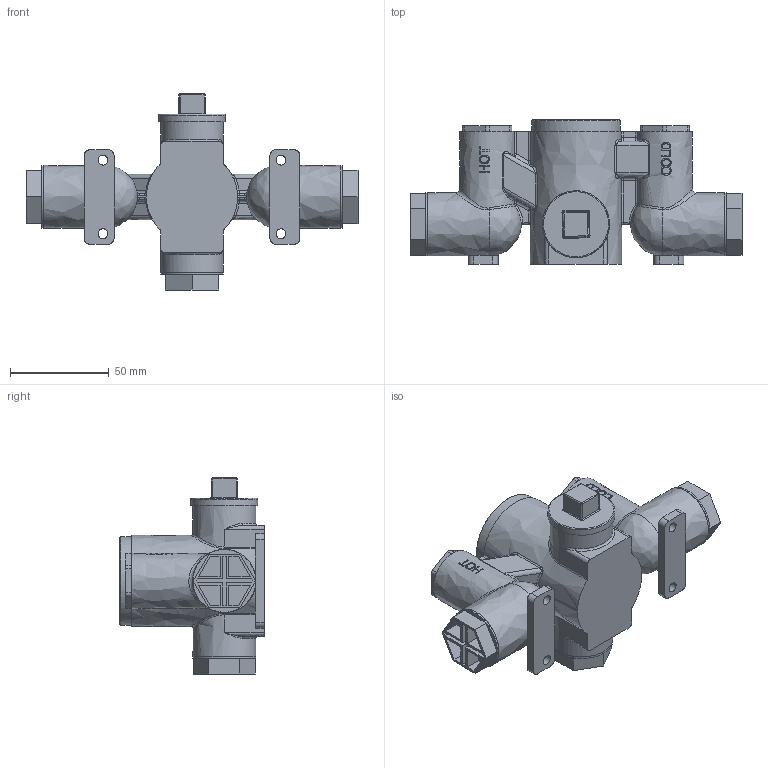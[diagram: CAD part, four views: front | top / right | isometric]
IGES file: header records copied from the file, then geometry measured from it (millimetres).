
Global section: file name: V133-IS; native system: Autodesk Inventor 2018; preprocessor: unknown; author: adaniels; date: 20171201.094322; units: millimetre
Bounding box: 168.2 x 73.3 x 99.3 mm (x, y, z)
Volume: 256572 mm3; surface area: 103645.8 mm2
Topology: 19 solids, 23 shells, 898 faces, 2263 edges, 1475 vertices
Faces by surface type: bspline 898
